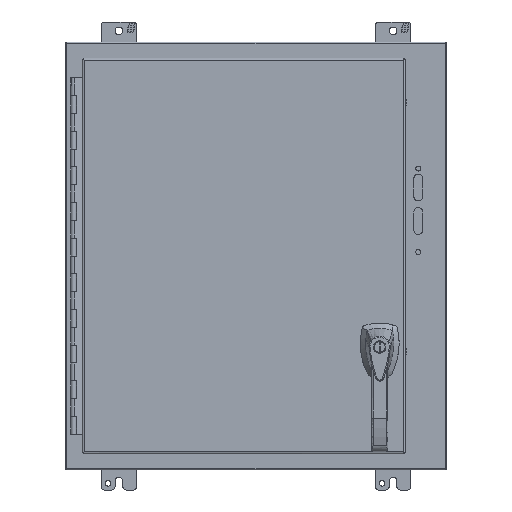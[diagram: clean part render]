
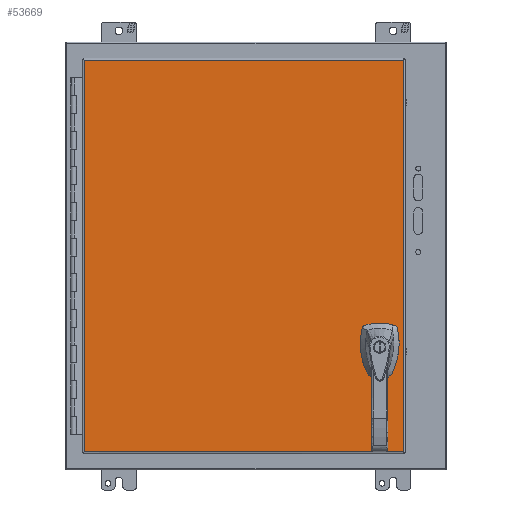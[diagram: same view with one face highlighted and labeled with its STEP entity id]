
A CAD part, front view. The second image highlights one B-rep face of the part: STEP entity #53669.
In plain terms, the highlighted planar face has unit normal (0, -1, 0).
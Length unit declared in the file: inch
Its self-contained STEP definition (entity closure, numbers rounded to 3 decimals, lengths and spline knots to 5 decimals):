
#551 = DIRECTION ( 'NONE',  ( 0., 0., -1. ) ) ;
#1083 = DIRECTION ( 'NONE',  ( 0., 0., -1. ) ) ;
#1097 = DIRECTION ( 'NONE',  ( 0., 1., 0. ) ) ;
#1193 = EDGE_CURVE ( 'NONE', #17301, #30244, #2183, .T. ) ;
#1594 = CARTESIAN_POINT ( 'NONE',  ( -9.7135, -10.87513, -5.5045 ) ) ;
#1732 = AXIS2_PLACEMENT_3D ( 'NONE', #50258, #55605, #1083 ) ;
#1761 = LINE ( 'NONE', #15487, #29552 ) ;
#1866 = VECTOR ( 'NONE', #34896, 39.37008 ) ;
#2183 = LINE ( 'NONE', #1594, #22208 ) ;
#2401 = ORIENTED_EDGE ( 'NONE', *, *, #41904, .T. ) ;
#3376 = EDGE_CURVE ( 'NONE', #11577, #19698, #56585, .T. ) ;
#4899 = EDGE_LOOP ( 'NONE', ( #49595 ) ) ;
#5099 = LINE ( 'NONE', #18810, #15148 ) ;
#5342 = DIRECTION ( 'NONE',  ( -1., 0., 0. ) ) ;
#6081 = CARTESIAN_POINT ( 'NONE',  ( 7.17196, -10.87513, -4.7135 ) ) ;
#8144 = AXIS2_PLACEMENT_3D ( 'NONE', #51444, #1097, #10652 ) ;
#8250 = VERTEX_POINT ( 'NONE', #13351 ) ;
#9882 = CARTESIAN_POINT ( 'NONE',  ( -9.6055, -10.87513, -11.094 ) ) ;
#10001 = EDGE_CURVE ( 'NONE', #30244, #26595, #22402, .T. ) ;
#10447 = CARTESIAN_POINT ( 'NONE',  ( 6.9735, -10.87513, -6.614 ) ) ;
#10560 = LINE ( 'NONE', #51660, #49852 ) ;
#10652 = DIRECTION ( 'NONE',  ( 0., 0., -1. ) ) ;
#10767 = DIRECTION ( 'NONE',  ( 0., 0., -1. ) ) ;
#11143 = VERTEX_POINT ( 'NONE', #56277 ) ;
#11577 = VERTEX_POINT ( 'NONE', #6081 ) ;
#13351 = CARTESIAN_POINT ( 'NONE',  ( 8.3035, -10.87513, 10.986 ) ) ;
#13960 = FACE_BOUND ( 'NONE', #4899, .T. ) ;
#14315 = CIRCLE ( 'NONE', #40061, 0.4425 ) ;
#15028 = ORIENTED_EDGE ( 'NONE', *, *, #21662, .T. ) ;
#15148 = VECTOR ( 'NONE', #36995, 39.37008 ) ;
#15205 = DIRECTION ( 'NONE',  ( 0., 1., 0. ) ) ;
#15467 = CARTESIAN_POINT ( 'NONE',  ( -9.7135, -10.87513, -10.986 ) ) ;
#15487 = CARTESIAN_POINT ( 'NONE',  ( -9.7135, -10.87513, 10.986 ) ) ;
#16190 = DIRECTION ( 'NONE',  ( 0., 0., -1. ) ) ;
#16395 = CARTESIAN_POINT ( 'NONE',  ( 7.369, -10.87513, -4.91054 ) ) ;
#16420 = EDGE_CURVE ( 'NONE', #33397, #33397, #26499, .T. ) ;
#16717 = CARTESIAN_POINT ( 'NONE',  ( 7.369, -10.87513, -11.094 ) ) ;
#17301 = VERTEX_POINT ( 'NONE', #21560 ) ;
#18810 = CARTESIAN_POINT ( 'NONE',  ( -9.7135, -10.87513, -4.7135 ) ) ;
#19096 = ORIENTED_EDGE ( 'NONE', *, *, #26641, .T. ) ;
#19376 = EDGE_CURVE ( 'NONE', #22210, #8250, #57564, .T. ) ;
#19698 = VERTEX_POINT ( 'NONE', #16395 ) ;
#20142 = CIRCLE ( 'NONE', #34405, 0.4425 ) ;
#20624 = EDGE_CURVE ( 'NONE', #22152, #11577, #5099, .T. ) ;
#20885 = DIRECTION ( 'NONE',  ( 0., 0., 1. ) ) ;
#21560 = CARTESIAN_POINT ( 'NONE',  ( 7.17196, -10.87513, -5.5045 ) ) ;
#21575 = CARTESIAN_POINT ( 'NONE',  ( -9.6055, -10.87513, -10.986 ) ) ;
#21662 = EDGE_CURVE ( 'NONE', #19698, #41336, #57526, .T. ) ;
#22152 = VERTEX_POINT ( 'NONE', #47471 ) ;
#22208 = VECTOR ( 'NONE', #46878, 39.37008 ) ;
#22210 = VERTEX_POINT ( 'NONE', #33810 ) ;
#22402 = CIRCLE ( 'NONE', #8144, 0.4425 ) ;
#23299 = LINE ( 'NONE', #9882, #37443 ) ;
#24362 = VERTEX_POINT ( 'NONE', #48261 ) ;
#24374 = DIRECTION ( 'NONE',  ( 0., -1., 0. ) ) ;
#25710 = EDGE_LOOP ( 'NONE', ( #58771, #28101, #46280, #19096, #44734, #39293, #15028, #53805 ) ) ;
#25995 = CARTESIAN_POINT ( 'NONE',  ( 8.3035, -10.87513, -11.094 ) ) ;
#26499 = CIRCLE ( 'NONE', #1732, 0.167 ) ;
#26595 = VERTEX_POINT ( 'NONE', #43292 ) ;
#26641 = EDGE_CURVE ( 'NONE', #11143, #22152, #20142, .T. ) ;
#27066 = AXIS2_PLACEMENT_3D ( 'NONE', #47567, #24374, #47280 ) ;
#28101 = ORIENTED_EDGE ( 'NONE', *, *, #10001, .T. ) ;
#29322 = EDGE_CURVE ( 'NONE', #41336, #17301, #14315, .T. ) ;
#29443 = DIRECTION ( 'NONE',  ( 1., 0., 0. ) ) ;
#29552 = VECTOR ( 'NONE', #5342, 39.37008 ) ;
#29855 = CARTESIAN_POINT ( 'NONE',  ( 6.77504, -10.87513, -5.5045 ) ) ;
#30244 = VERTEX_POINT ( 'NONE', #29855 ) ;
#31859 = FACE_OUTER_BOUND ( 'NONE', #51050, .T. ) ;
#32028 = ORIENTED_EDGE ( 'NONE', *, *, #49604, .T. ) ;
#33316 = PLANE ( 'NONE',  #27066 ) ;
#33397 = VERTEX_POINT ( 'NONE', #10447 ) ;
#33810 = CARTESIAN_POINT ( 'NONE',  ( 8.3035, -10.87513, -10.986 ) ) ;
#34374 = DIRECTION ( 'NONE',  ( 0., 1., 0. ) ) ;
#34405 = AXIS2_PLACEMENT_3D ( 'NONE', #57587, #34374, #16190 ) ;
#34896 = DIRECTION ( 'NONE',  ( 0., 0., -1. ) ) ;
#35826 = DIRECTION ( 'NONE',  ( 0., 0., 1. ) ) ;
#36238 = EDGE_CURVE ( 'NONE', #44469, #22210, #52674, .T. ) ;
#36995 = DIRECTION ( 'NONE',  ( 1., 0., 0. ) ) ;
#37443 = VECTOR ( 'NONE', #10767, 39.37008 ) ;
#39293 = ORIENTED_EDGE ( 'NONE', *, *, #3376, .T. ) ;
#40061 = AXIS2_PLACEMENT_3D ( 'NONE', #56001, #15205, #47063 ) ;
#41336 = VERTEX_POINT ( 'NONE', #45221 ) ;
#41904 = EDGE_CURVE ( 'NONE', #8250, #24362, #1761, .T. ) ;
#43292 = CARTESIAN_POINT ( 'NONE',  ( 6.578, -10.87513, -5.30746 ) ) ;
#43926 = ORIENTED_EDGE ( 'NONE', *, *, #19376, .T. ) ;
#44469 = VERTEX_POINT ( 'NONE', #21575 ) ;
#44734 = ORIENTED_EDGE ( 'NONE', *, *, #20624, .T. ) ;
#45221 = CARTESIAN_POINT ( 'NONE',  ( 7.369, -10.87513, -5.30746 ) ) ;
#46280 = ORIENTED_EDGE ( 'NONE', *, *, #50419, .T. ) ;
#46878 = DIRECTION ( 'NONE',  ( -1., 0., 0. ) ) ;
#47063 = DIRECTION ( 'NONE',  ( 0., 0., -1. ) ) ;
#47280 = DIRECTION ( 'NONE',  ( 0., 0., -1. ) ) ;
#47471 = CARTESIAN_POINT ( 'NONE',  ( 6.77504, -10.87513, -4.7135 ) ) ;
#47567 = CARTESIAN_POINT ( 'NONE',  ( -9.7135, -10.87513, -11.094 ) ) ;
#48261 = CARTESIAN_POINT ( 'NONE',  ( -9.6055, -10.87513, 10.986 ) ) ;
#49595 = ORIENTED_EDGE ( 'NONE', *, *, #16420, .T. ) ;
#49604 = EDGE_CURVE ( 'NONE', #24362, #44469, #23299, .T. ) ;
#49852 = VECTOR ( 'NONE', #20885, 39.37008 ) ;
#50024 = DIRECTION ( 'NONE',  ( 0., 1., 0. ) ) ;
#50258 = CARTESIAN_POINT ( 'NONE',  ( 6.9735, -10.87513, -6.447 ) ) ;
#50419 = EDGE_CURVE ( 'NONE', #26595, #11143, #10560, .T. ) ;
#51050 = EDGE_LOOP ( 'NONE', ( #43926, #2401, #32028, #54344 ) ) ;
#51444 = CARTESIAN_POINT ( 'NONE',  ( 6.9735, -10.87513, -5.109 ) ) ;
#51660 = CARTESIAN_POINT ( 'NONE',  ( 6.578, -10.87513, -11.094 ) ) ;
#52674 = LINE ( 'NONE', #15467, #54249 ) ;
#52764 = AXIS2_PLACEMENT_3D ( 'NONE', #53318, #50024, #551 ) ;
#53318 = CARTESIAN_POINT ( 'NONE',  ( 6.9735, -10.87513, -5.109 ) ) ;
#53669 = ADVANCED_FACE ( 'NONE', ( #54487, #31859, #13960 ), #33316, .T. ) ;
#53805 = ORIENTED_EDGE ( 'NONE', *, *, #29322, .T. ) ;
#54249 = VECTOR ( 'NONE', #29443, 39.37008 ) ;
#54344 = ORIENTED_EDGE ( 'NONE', *, *, #36238, .T. ) ;
#54487 = FACE_BOUND ( 'NONE', #25710, .T. ) ;
#55605 = DIRECTION ( 'NONE',  ( 0., 1., 0. ) ) ;
#56001 = CARTESIAN_POINT ( 'NONE',  ( 6.9735, -10.87513, -5.109 ) ) ;
#56277 = CARTESIAN_POINT ( 'NONE',  ( 6.578, -10.87513, -4.91054 ) ) ;
#56585 = CIRCLE ( 'NONE', #52764, 0.4425 ) ;
#56890 = VECTOR ( 'NONE', #35826, 39.37008 ) ;
#57526 = LINE ( 'NONE', #16717, #1866 ) ;
#57564 = LINE ( 'NONE', #25995, #56890 ) ;
#57587 = CARTESIAN_POINT ( 'NONE',  ( 6.9735, -10.87513, -5.109 ) ) ;
#58771 = ORIENTED_EDGE ( 'NONE', *, *, #1193, .T. ) ;
